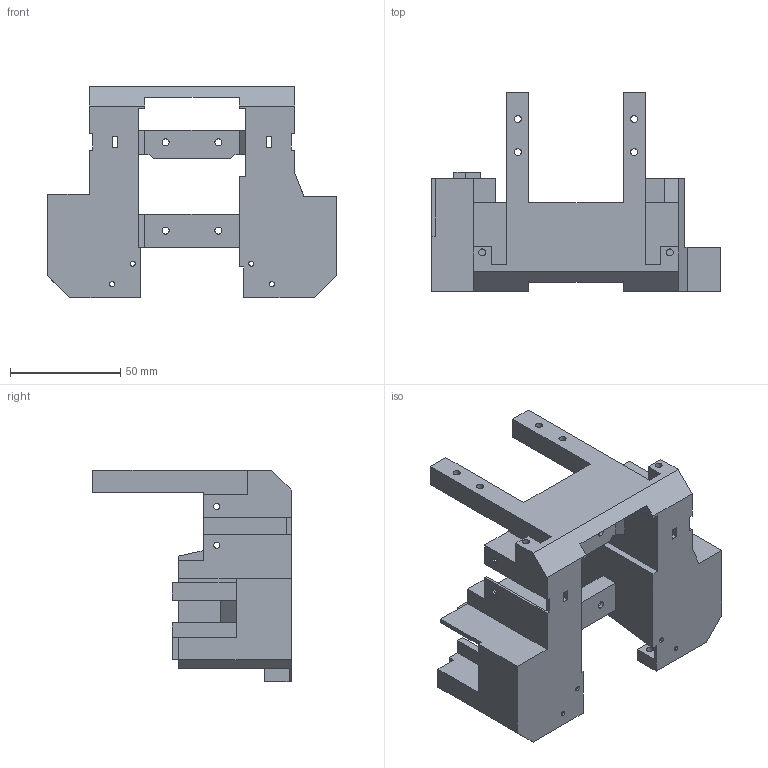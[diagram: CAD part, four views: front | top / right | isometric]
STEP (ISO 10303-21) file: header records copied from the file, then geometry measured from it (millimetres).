
FILE_DESCRIPTION (( 'STEP AP203' ), '1' );
FILE_NAME ('MainBracing.step', '2023-11-25T12:00:14', ( '' ), ( '' ), 'SwSTEP 2.0', 'SolidWorks 2022', '' );
FILE_SCHEMA (( 'CONFIG_CONTROL_DESIGN' ));
Length unit declared in the file: millimetre
Products named in the file (1): MainBracing
Bounding box: 131 x 90 x 96 mm (x, y, z)
Volume: 120049.7 mm3; surface area: 64473.8 mm2
Topology: 1 solids, 1 shells, 379 faces, 1029 edges, 674 vertices
Faces by surface type: plane 279, cylinder 100
Entity records: 12016 total; most frequent: CARTESIAN_POINT 2107, ORIENTED_EDGE 2058, DIRECTION 1965, EDGE_CURVE 1029, LINE 837, VECTOR 837, VERTEX_POINT 674, AXIS2_PLACEMENT_3D 564
